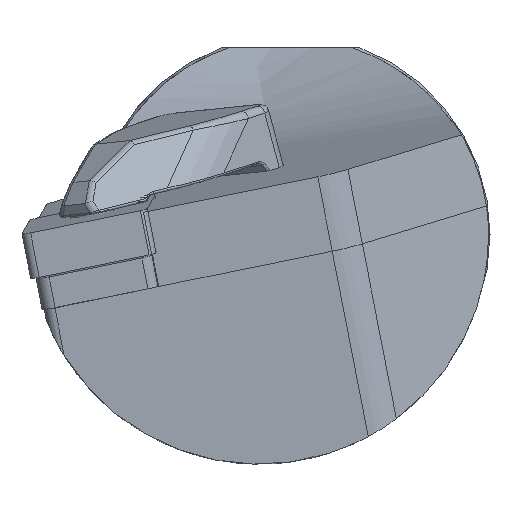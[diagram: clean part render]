
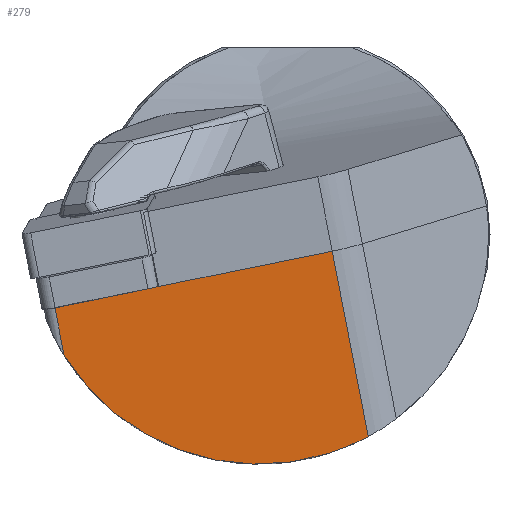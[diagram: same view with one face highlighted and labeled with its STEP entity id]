
A CAD part, left-side view. The second image highlights one B-rep face of the part: STEP entity #279.
In plain terms, the highlighted planar face has unit normal (-0.991, -0.104, -0.086).
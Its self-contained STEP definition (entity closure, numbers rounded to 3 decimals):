
#201=ELLIPSE('',#1905,23.212,23.);
#279=ADVANCED_FACE('',(#428),#386,.F.);
#386=PLANE('',#1910);
#428=FACE_OUTER_BOUND('',#530,.T.);
#530=EDGE_LOOP('',(#747,#748,#749,#750,#751,#752));
#747=ORIENTED_EDGE('',*,*,#1426,.F.);
#748=ORIENTED_EDGE('',*,*,#1391,.T.);
#749=ORIENTED_EDGE('',*,*,#1427,.T.);
#750=ORIENTED_EDGE('',*,*,#1428,.F.);
#751=ORIENTED_EDGE('',*,*,#1418,.T.);
#752=ORIENTED_EDGE('',*,*,#1429,.T.);
#1228=VERTEX_POINT('',#2635);
#1229=VERTEX_POINT('',#2636);
#1251=VERTEX_POINT('',#2707);
#1252=VERTEX_POINT('',#2709);
#1257=VERTEX_POINT('',#2760);
#1258=VERTEX_POINT('',#2762);
#1391=EDGE_CURVE('',#1228,#1229,#1652,.T.);
#1418=EDGE_CURVE('',#1252,#1251,#201,.T.);
#1426=EDGE_CURVE('',#1228,#1257,#1671,.T.);
#1427=EDGE_CURVE('',#1229,#1258,#1672,.T.);
#1428=EDGE_CURVE('',#1252,#1258,#1673,.T.);
#1429=EDGE_CURVE('',#1251,#1257,#1674,.T.);
#1652=LINE('',#2634,#1772);
#1671=LINE('',#2759,#1791);
#1672=LINE('',#2761,#1792);
#1673=LINE('',#2763,#1793);
#1674=LINE('',#2764,#1794);
#1772=VECTOR('',#2101,1.);
#1791=VECTOR('',#2154,1.);
#1792=VECTOR('',#2155,1.);
#1793=VECTOR('',#2156,1.);
#1794=VECTOR('',#2157,1.);
#1905=AXIS2_PLACEMENT_3D('',#2708,#2141,#2142);
#1910=AXIS2_PLACEMENT_3D('',#2765,#2158,#2159);
#2101=DIRECTION('',(-0.085,0.976,-0.199));
#2141=DIRECTION('',(-0.991,-0.104,-0.086));
#2142=DIRECTION('',(-0.135,0.765,0.63));
#2154=DIRECTION('',(0.085,-0.976,0.199));
#2155=DIRECTION('',(-0.085,0.976,-0.199));
#2156=DIRECTION('',(-0.105,0.19,0.976));
#2157=DIRECTION('',(-0.105,0.19,0.976));
#2158=DIRECTION('',(0.991,0.104,0.086));
#2159=DIRECTION('',(0.105,-0.995,0.));
#2634=CARTESIAN_POINT('',(-217.461,-27.912,-1.637));
#2635=CARTESIAN_POINT('',(-218.991,-10.431,-5.199));
#2636=CARTESIAN_POINT('',(-219.023,-10.061,-5.274));
#2707=CARTESIAN_POINT('',(-215.47,-31.527,-20.231));
#2708=CARTESIAN_POINT('',(-218.373,-20.586,0.));
#2709=CARTESIAN_POINT('',(-219.381,-1.027,-12.102));
#2759=CARTESIAN_POINT('',(-217.461,-27.912,-1.637));
#2760=CARTESIAN_POINT('',(-217.461,-27.912,-1.637));
#2761=CARTESIAN_POINT('',(-217.461,-27.912,-1.637));
#2762=CARTESIAN_POINT('',(-219.895,-0.094,-7.304));
#2763=CARTESIAN_POINT('',(-270.711,92.159,467.296));
#2764=CARTESIAN_POINT('',(-268.277,64.341,472.964));
#2765=CARTESIAN_POINT('',(-268.277,64.341,472.964));
